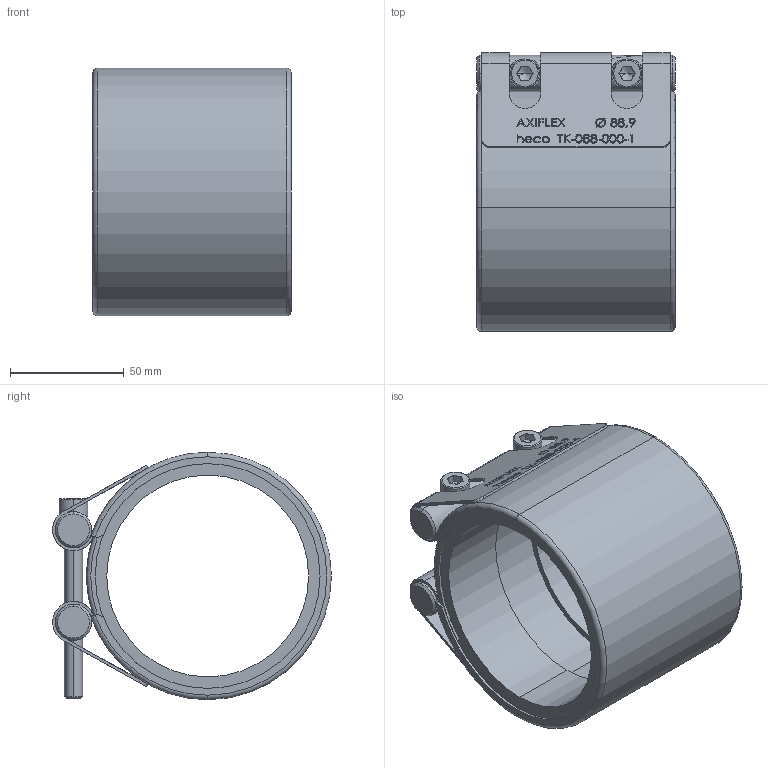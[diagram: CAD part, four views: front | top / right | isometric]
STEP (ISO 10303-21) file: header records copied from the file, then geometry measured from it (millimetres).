
FILE_DESCRIPTION (( 'STEP AP214' ), '1' );
FILE_NAME ('Axiflex Ø88,9 heco 1710.STEP', '2017-10-09T14:22:31', ( '' ), ( '' ), 'SwSTEP 2.0', 'SolidWorks 2016', '' );
FILE_SCHEMA (( 'AUTOMOTIVE_DESIGN' ));
Length unit declared in the file: millimetre
Products named in the file (1): Axiflex Ø88,9 heco 1710
Bounding box: 87.4 x 122.79 x 109 mm (x, y, z)
Volume: 291764.7 mm3; surface area: 135122.3 mm2
Topology: 1 solids, 1 shells, 605 faces, 1629 edges, 1050 vertices
Faces by surface type: plane 265, bspline 199, cylinder 83, cone 34, torus 24
Entity records: 35396 total; most frequent: CARTESIAN_POINT 17766, ORIENTED_EDGE 3250, DIRECTION 2219, EDGE_CURVE 1625, VERTEX_POINT 1050, LINE 905, VECTOR 905, EDGE_LOOP 669
